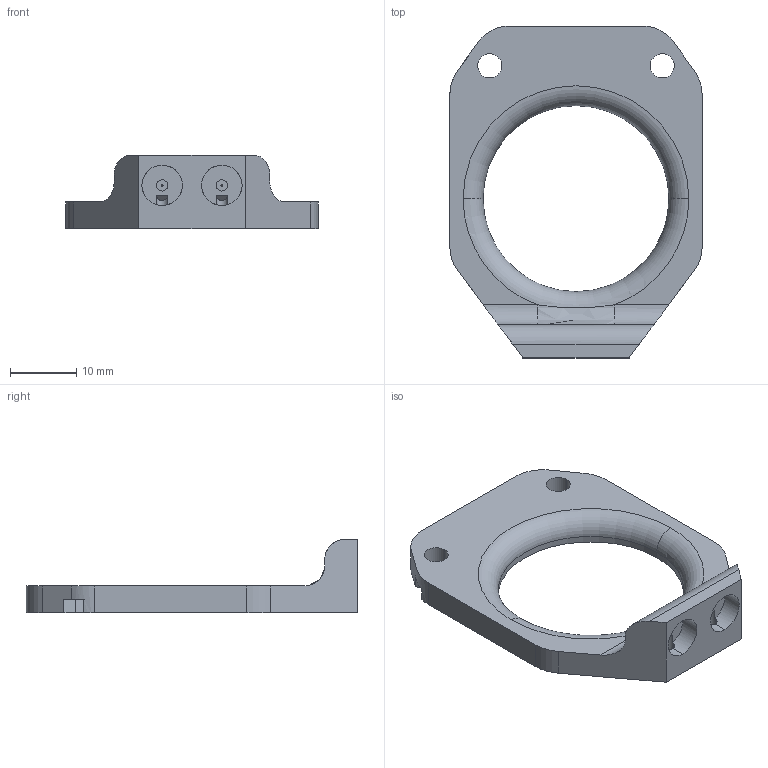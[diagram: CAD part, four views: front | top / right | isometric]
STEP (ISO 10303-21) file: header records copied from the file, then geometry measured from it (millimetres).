
FILE_DESCRIPTION (( 'STEP AP214' ), '1' );
FILE_NAME ('Probe_Mount.STEP', '2021-09-06T21:59:49', ( '' ), ( '' ), 'SwSTEP 2.0', 'SolidWorks 2020', '' );
FILE_SCHEMA (( 'AUTOMOTIVE_DESIGN' ));
Length unit declared in the file: millimetre
Products named in the file (1): Probe_Mount
Bounding box: 38 x 50 x 11 mm (x, y, z)
Volume: 4184.7 mm3; surface area: 3714.8 mm2
Topology: 1 solids, 1 shells, 95 faces, 276 edges, 182 vertices
Faces by surface type: plane 55, cylinder 37, torus 2, bspline 1
Entity records: 3375 total; most frequent: CARTESIAN_POINT 783, ORIENTED_EDGE 552, DIRECTION 518, EDGE_CURVE 276, VECTOR 184, LINE 184, VERTEX_POINT 182, AXIS2_PLACEMENT_3D 167
